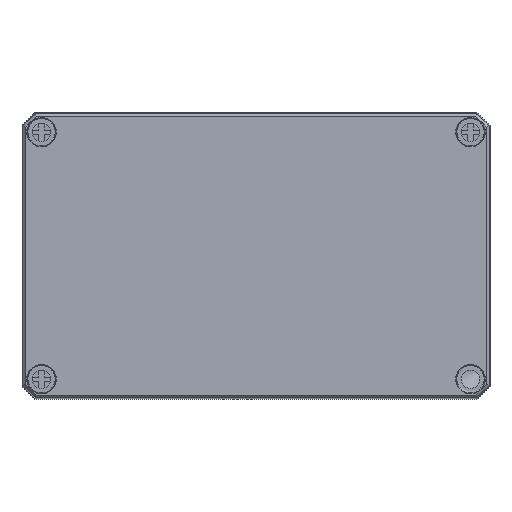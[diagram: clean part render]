
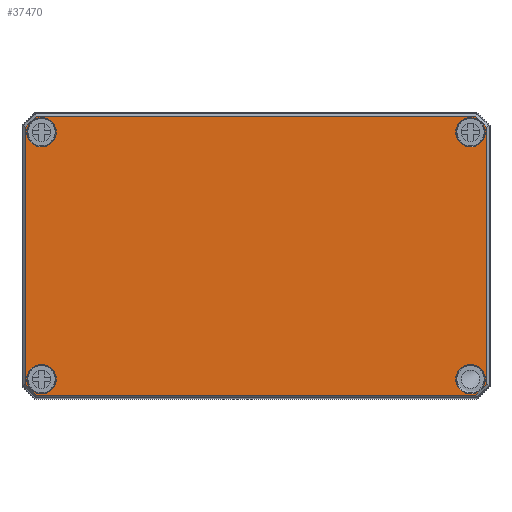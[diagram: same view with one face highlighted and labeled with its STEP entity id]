
A CAD part, top view. The second image highlights one B-rep face of the part: STEP entity #37470.
In plain terms, the highlighted face is planar.
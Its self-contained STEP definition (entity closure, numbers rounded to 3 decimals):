
#2088=FACE_BOUND('',#7364,.T.);
#2089=FACE_BOUND('',#7365,.T.);
#2090=FACE_BOUND('',#7366,.T.);
#2091=FACE_BOUND('',#7367,.T.);
#2812=PLANE('',#40395);
#4988=FACE_OUTER_BOUND('',#7363,.T.);
#7363=EDGE_LOOP('',(#32910,#32911,#32912,#32913,#32914,#32915,#32916,#32917));
#7364=EDGE_LOOP('',(#32918,#32919));
#7365=EDGE_LOOP('',(#32920,#32921));
#7366=EDGE_LOOP('',(#32922,#32923));
#7367=EDGE_LOOP('',(#32924,#32925));
#10291=LINE('',#65908,#13193);
#10292=LINE('',#65910,#13194);
#10293=LINE('',#65912,#13195);
#10294=LINE('',#65914,#13196);
#10295=LINE('',#65916,#13197);
#10296=LINE('',#65918,#13198);
#10297=LINE('',#65920,#13199);
#10298=LINE('',#65921,#13200);
#13193=VECTOR('',#48354,10.);
#13194=VECTOR('',#48355,10.);
#13195=VECTOR('',#48356,10.);
#13196=VECTOR('',#48357,10.);
#13197=VECTOR('',#48358,10.);
#13198=VECTOR('',#48359,10.);
#13199=VECTOR('',#48360,10.);
#13200=VECTOR('',#48361,10.);
#14802=CIRCLE('',#40384,5.672);
#14807=CIRCLE('',#40389,5.672);
#14812=CIRCLE('',#40396,5.672);
#14813=CIRCLE('',#40397,5.672);
#14814=CIRCLE('',#40398,5.672);
#14815=CIRCLE('',#40399,5.672);
#14816=CIRCLE('',#40400,5.672);
#14817=CIRCLE('',#40401,5.672);
#18100=VERTEX_POINT('',#65809);
#18101=VERTEX_POINT('',#65810);
#18122=VERTEX_POINT('',#65906);
#18123=VERTEX_POINT('',#65907);
#18124=VERTEX_POINT('',#65909);
#18125=VERTEX_POINT('',#65911);
#18126=VERTEX_POINT('',#65913);
#18127=VERTEX_POINT('',#65915);
#18128=VERTEX_POINT('',#65917);
#18129=VERTEX_POINT('',#65919);
#18130=VERTEX_POINT('',#65922);
#18131=VERTEX_POINT('',#65923);
#18132=VERTEX_POINT('',#65926);
#18133=VERTEX_POINT('',#65927);
#18134=VERTEX_POINT('',#65930);
#18135=VERTEX_POINT('',#65931);
#23111=EDGE_CURVE('',#18100,#18101,#14802,.T.);
#23116=EDGE_CURVE('',#18101,#18100,#14807,.T.);
#23135=EDGE_CURVE('',#18122,#18123,#10291,.T.);
#23136=EDGE_CURVE('',#18124,#18122,#10292,.T.);
#23137=EDGE_CURVE('',#18125,#18124,#10293,.T.);
#23138=EDGE_CURVE('',#18126,#18125,#10294,.T.);
#23139=EDGE_CURVE('',#18127,#18126,#10295,.T.);
#23140=EDGE_CURVE('',#18128,#18127,#10296,.T.);
#23141=EDGE_CURVE('',#18129,#18128,#10297,.T.);
#23142=EDGE_CURVE('',#18123,#18129,#10298,.T.);
#23143=EDGE_CURVE('',#18130,#18131,#14812,.T.);
#23144=EDGE_CURVE('',#18131,#18130,#14813,.T.);
#23145=EDGE_CURVE('',#18132,#18133,#14814,.T.);
#23146=EDGE_CURVE('',#18133,#18132,#14815,.T.);
#23147=EDGE_CURVE('',#18134,#18135,#14816,.T.);
#23148=EDGE_CURVE('',#18135,#18134,#14817,.T.);
#32910=ORIENTED_EDGE('',*,*,#23135,.F.);
#32911=ORIENTED_EDGE('',*,*,#23136,.F.);
#32912=ORIENTED_EDGE('',*,*,#23137,.F.);
#32913=ORIENTED_EDGE('',*,*,#23138,.F.);
#32914=ORIENTED_EDGE('',*,*,#23139,.F.);
#32915=ORIENTED_EDGE('',*,*,#23140,.F.);
#32916=ORIENTED_EDGE('',*,*,#23141,.F.);
#32917=ORIENTED_EDGE('',*,*,#23142,.F.);
#32918=ORIENTED_EDGE('',*,*,#23143,.F.);
#32919=ORIENTED_EDGE('',*,*,#23144,.F.);
#32920=ORIENTED_EDGE('',*,*,#23145,.F.);
#32921=ORIENTED_EDGE('',*,*,#23146,.F.);
#32922=ORIENTED_EDGE('',*,*,#23147,.F.);
#32923=ORIENTED_EDGE('',*,*,#23148,.F.);
#32924=ORIENTED_EDGE('',*,*,#23111,.F.);
#32925=ORIENTED_EDGE('',*,*,#23116,.F.);
#37470=ADVANCED_FACE('',(#4988,#2088,#2089,#2090,#2091),#2812,.F.);
#40384=AXIS2_PLACEMENT_3D('',#65811,#48329,#48330);
#40389=AXIS2_PLACEMENT_3D('',#65819,#48339,#48340);
#40395=AXIS2_PLACEMENT_3D('',#65905,#48352,#48353);
#40396=AXIS2_PLACEMENT_3D('',#65924,#48362,#48363);
#40397=AXIS2_PLACEMENT_3D('',#65925,#48364,#48365);
#40398=AXIS2_PLACEMENT_3D('',#65928,#48366,#48367);
#40399=AXIS2_PLACEMENT_3D('',#65929,#48368,#48369);
#40400=AXIS2_PLACEMENT_3D('',#65932,#48370,#48371);
#40401=AXIS2_PLACEMENT_3D('',#65933,#48372,#48373);
#48329=DIRECTION('center_axis',(0.,1.,0.));
#48330=DIRECTION('ref_axis',(1.,0.,0.));
#48339=DIRECTION('center_axis',(0.,1.,0.));
#48340=DIRECTION('ref_axis',(1.,0.,0.));
#48352=DIRECTION('center_axis',(0.,-1.,0.));
#48353=DIRECTION('ref_axis',(0.,0.,-1.));
#48354=DIRECTION('',(-0.707,0.,0.707));
#48355=DIRECTION('',(0.,0.,1.));
#48356=DIRECTION('',(0.707,0.,0.707));
#48357=DIRECTION('',(1.,0.,0.));
#48358=DIRECTION('',(0.707,0.,-0.707));
#48359=DIRECTION('',(0.,0.,-1.));
#48360=DIRECTION('',(-0.707,0.,-0.707));
#48361=DIRECTION('',(-1.,0.,0.));
#48362=DIRECTION('center_axis',(0.,1.,0.));
#48363=DIRECTION('ref_axis',(-1.,0.,0.));
#48364=DIRECTION('center_axis',(0.,1.,0.));
#48365=DIRECTION('ref_axis',(-1.,0.,0.));
#48366=DIRECTION('center_axis',(0.,1.,0.));
#48367=DIRECTION('ref_axis',(1.,0.,0.));
#48368=DIRECTION('center_axis',(0.,1.,0.));
#48369=DIRECTION('ref_axis',(1.,0.,0.));
#48370=DIRECTION('center_axis',(0.,1.,0.));
#48371=DIRECTION('ref_axis',(-1.,0.,0.));
#48372=DIRECTION('center_axis',(0.,1.,0.));
#48373=DIRECTION('ref_axis',(-1.,0.,0.));
#65809=CARTESIAN_POINT('',(-88.172,39.,-47.5));
#65810=CARTESIAN_POINT('',(-82.5,39.,-41.828));
#65811=CARTESIAN_POINT('Origin',(-82.5,39.,-47.5));
#65819=CARTESIAN_POINT('Origin',(-82.5,39.,-47.5));
#65905=CARTESIAN_POINT('Origin',(0.,39.,0.));
#65906=CARTESIAN_POINT('',(88.66,39.,49.445));
#65907=CARTESIAN_POINT('',(84.445,39.,53.66));
#65908=CARTESIAN_POINT('',(79.052,39.,59.052));
#65909=CARTESIAN_POINT('',(88.66,39.,-49.445));
#65910=CARTESIAN_POINT('',(88.66,39.,-25.));
#65911=CARTESIAN_POINT('',(84.445,39.,-53.66));
#65912=CARTESIAN_POINT('',(76.552,39.,-61.552));
#65913=CARTESIAN_POINT('',(-84.445,39.,-53.66));
#65914=CARTESIAN_POINT('',(-42.5,39.,-53.66));
#65915=CARTESIAN_POINT('',(-88.66,39.,-49.445));
#65916=CARTESIAN_POINT('',(-79.052,39.,-59.052));
#65917=CARTESIAN_POINT('',(-88.66,39.,49.445));
#65918=CARTESIAN_POINT('',(-88.66,39.,25.));
#65919=CARTESIAN_POINT('',(-84.445,39.,53.66));
#65920=CARTESIAN_POINT('',(-76.552,39.,61.552));
#65921=CARTESIAN_POINT('',(42.5,39.,53.66));
#65922=CARTESIAN_POINT('',(88.172,39.,-47.5));
#65923=CARTESIAN_POINT('',(82.5,39.,-41.828));
#65924=CARTESIAN_POINT('Origin',(82.5,39.,-47.5));
#65925=CARTESIAN_POINT('Origin',(82.5,39.,-47.5));
#65926=CARTESIAN_POINT('',(-88.172,39.,47.5));
#65927=CARTESIAN_POINT('',(-82.5,39.,53.172));
#65928=CARTESIAN_POINT('Origin',(-82.5,39.,47.5));
#65929=CARTESIAN_POINT('Origin',(-82.5,39.,47.5));
#65930=CARTESIAN_POINT('',(88.172,39.,47.5));
#65931=CARTESIAN_POINT('',(82.5,39.,53.172));
#65932=CARTESIAN_POINT('Origin',(82.5,39.,47.5));
#65933=CARTESIAN_POINT('Origin',(82.5,39.,47.5));
